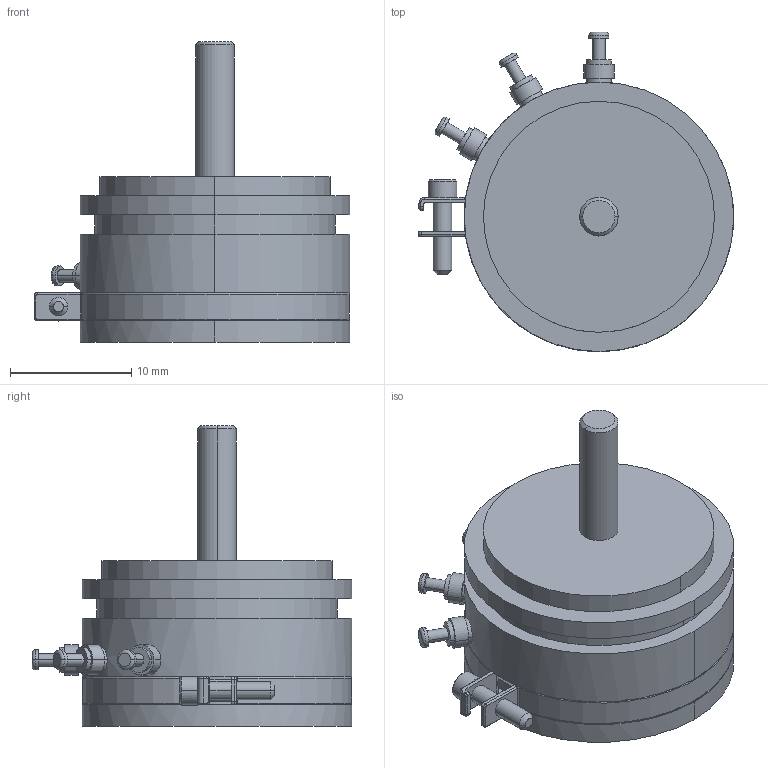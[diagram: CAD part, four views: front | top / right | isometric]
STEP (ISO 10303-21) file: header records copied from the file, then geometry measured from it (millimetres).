
FILE_DESCRIPTION((''),'2;1');
FILE_NAME('6534S-1','2010-11-18T',('RICKB'),('Bourns, Inc.'),'PRO/ENGINEER BY PARAMETRIC TECHNOLOGY CORPORATION, 2010100','PRO/ENGINEER BY PARAMETRIC TECHNOLOGY CORPORATION, 2010100','');
FILE_SCHEMA(('CONFIG_CONTROL_DESIGN'));
Length unit declared in the file: millimetre
Products named in the file (1): 6534S-1
Bounding box: 26.01 x 26.35 x 24.77 mm (x, y, z)
Volume: 3821.4 mm3; surface area: 3448.8 mm2
Topology: 4 solids, 6 shells, 190 faces, 449 edges, 279 vertices
Faces by surface type: cylinder 94, plane 60, torus 15, cone 12, bspline 9
Entity records: 5924 total; most frequent: CARTESIAN_POINT 1410, DIRECTION 1007, ORIENTED_EDGE 878, EDGE_CURVE 443, AXIS2_PLACEMENT_3D 418, VERTEX_POINT 279, CIRCLE 236, EDGE_LOOP 220
